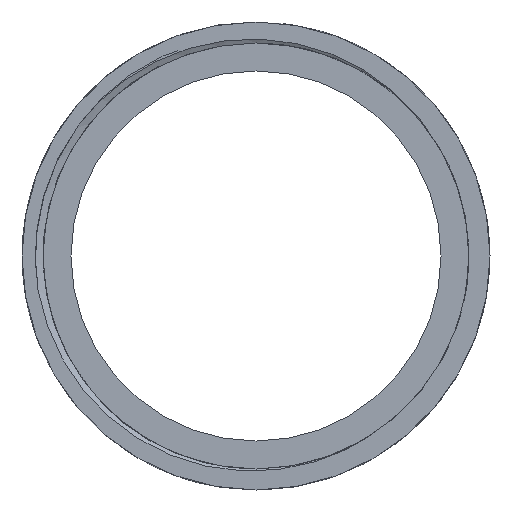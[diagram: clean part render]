
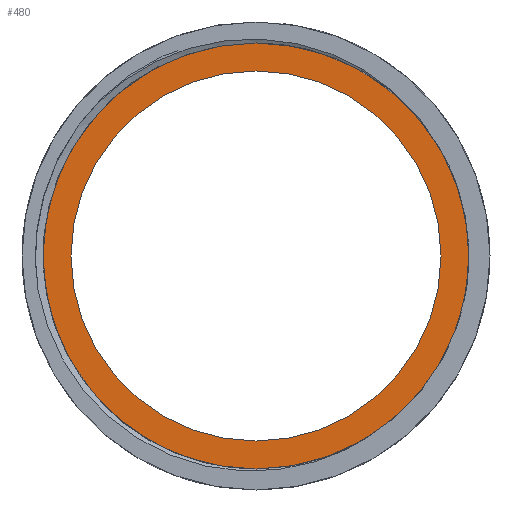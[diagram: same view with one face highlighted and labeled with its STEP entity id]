
A CAD part, front view. The second image highlights one B-rep face of the part: STEP entity #480.
In plain terms, the highlighted planar face has unit normal (0, -1, 0).
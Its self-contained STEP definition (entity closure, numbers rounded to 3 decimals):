
#34 = ORIENTED_EDGE ( 'NONE', *, *, #1559, .F. ) ;
#124 = FACE_BOUND ( 'NONE', #2009, .T. ) ;
#131 = DIRECTION ( 'NONE',  ( 0., 0., 1. ) ) ;
#200 = CIRCLE ( 'NONE', #2001, 13.217 ) ;
#230 = VERTEX_POINT ( 'NONE', #488 ) ;
#273 = AXIS2_PLACEMENT_3D ( 'NONE', #2538, #345, #2337 ) ;
#316 = CARTESIAN_POINT ( 'NONE',  ( 0., 21.337, 0. ) ) ;
#332 = CARTESIAN_POINT ( 'NONE',  ( 0., 21.337, 0. ) ) ;
#345 = DIRECTION ( 'NONE',  ( 0., 1., 0. ) ) ;
#435 = EDGE_LOOP ( 'NONE', ( #34, #2511 ) ) ;
#480 = ADVANCED_FACE ( 'NONE', ( #124, #1728 ), #2550, .F. ) ;
#488 = CARTESIAN_POINT ( 'NONE',  ( 0., 21.337, 13.217 ) ) ;
#538 = AXIS2_PLACEMENT_3D ( 'NONE', #932, #1734, #736 ) ;
#558 = CARTESIAN_POINT ( 'NONE',  ( 0., 21.337, 0. ) ) ;
#610 = VERTEX_POINT ( 'NONE', #626 ) ;
#626 = CARTESIAN_POINT ( 'NONE',  ( 0., 21.337, 15.217 ) ) ;
#736 = DIRECTION ( 'NONE',  ( 0., 0., 1. ) ) ;
#888 = EDGE_CURVE ( 'NONE', #230, #1183, #200, .T. ) ;
#897 = EDGE_CURVE ( 'NONE', #1183, #230, #1670, .T. ) ;
#932 = CARTESIAN_POINT ( 'NONE',  ( 0., 21.337, 0. ) ) ;
#948 = DIRECTION ( 'NONE',  ( 0., 0., 1. ) ) ;
#956 = DIRECTION ( 'NONE',  ( 0., 1., 0. ) ) ;
#958 = CIRCLE ( 'NONE', #1765, 15.217 ) ;
#986 = AXIS2_PLACEMENT_3D ( 'NONE', #558, #1537, #948 ) ;
#1026 = CIRCLE ( 'NONE', #273, 15.217 ) ;
#1183 = VERTEX_POINT ( 'NONE', #1872 ) ;
#1364 = ORIENTED_EDGE ( 'NONE', *, *, #897, .T. ) ;
#1537 = DIRECTION ( 'NONE',  ( 0., 1., 0. ) ) ;
#1559 = EDGE_CURVE ( 'NONE', #2217, #610, #958, .T. ) ;
#1670 = CIRCLE ( 'NONE', #538, 13.217 ) ;
#1728 = FACE_OUTER_BOUND ( 'NONE', #435, .T. ) ;
#1734 = DIRECTION ( 'NONE',  ( 0., 1., 0. ) ) ;
#1765 = AXIS2_PLACEMENT_3D ( 'NONE', #316, #2521, #2509 ) ;
#1810 = ORIENTED_EDGE ( 'NONE', *, *, #888, .T. ) ;
#1872 = CARTESIAN_POINT ( 'NONE',  ( 0., 21.337, -13.217 ) ) ;
#1943 = CARTESIAN_POINT ( 'NONE',  ( 0., 21.337, -15.217 ) ) ;
#2001 = AXIS2_PLACEMENT_3D ( 'NONE', #332, #956, #131 ) ;
#2009 = EDGE_LOOP ( 'NONE', ( #1364, #1810 ) ) ;
#2217 = VERTEX_POINT ( 'NONE', #1943 ) ;
#2337 = DIRECTION ( 'NONE',  ( 0., 0., 1. ) ) ;
#2364 = EDGE_CURVE ( 'NONE', #610, #2217, #1026, .T. ) ;
#2509 = DIRECTION ( 'NONE',  ( 0., 0., 1. ) ) ;
#2511 = ORIENTED_EDGE ( 'NONE', *, *, #2364, .F. ) ;
#2521 = DIRECTION ( 'NONE',  ( 0., 1., 0. ) ) ;
#2538 = CARTESIAN_POINT ( 'NONE',  ( 0., 21.337, 0. ) ) ;
#2550 = PLANE ( 'NONE',  #986 ) ;
